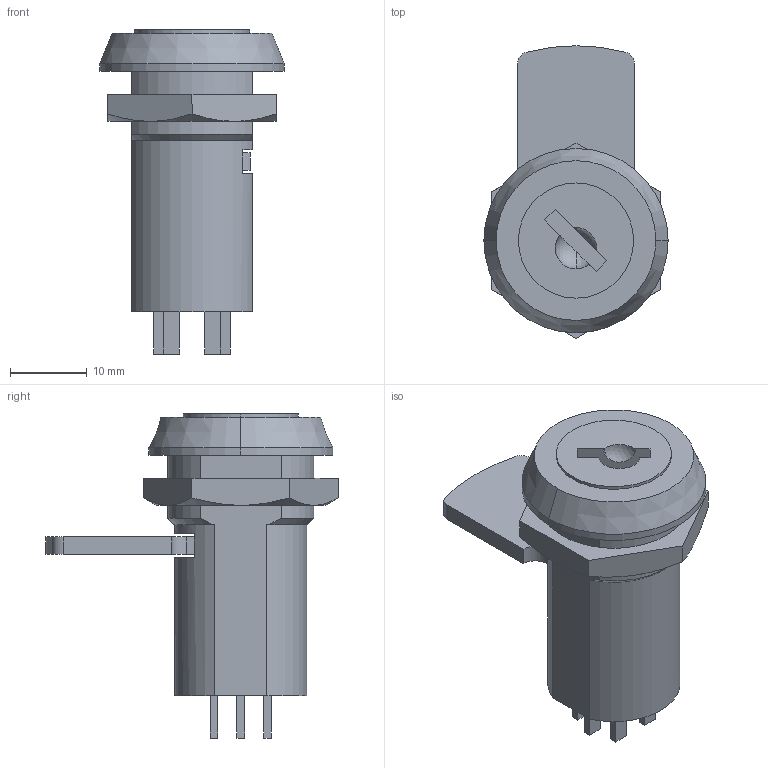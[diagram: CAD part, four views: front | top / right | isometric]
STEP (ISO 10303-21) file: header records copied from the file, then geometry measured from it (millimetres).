
FILE_DESCRIPTION (( 'STEP AP203' ), '1' );
FILE_NAME ('sone3D.STEP', '2014-09-09T00:51:17', ( '' ), ( '' ), 'SwSTEP 2.0', 'SolidWorks 2012', '' );
FILE_SCHEMA (( 'CONFIG_CONTROL_DESIGN' ));
Length unit declared in the file: millimetre
Products named in the file (3): S-27-90-E-2_; sone3D; 管用ナットM19×P1
Assembly tree (2 placements, depth 2):
  sone3D
    S-27-90-E-2_
    管用ナットM19×P1
Bounding box: 24 x 38.1 x 42.2 mm (x, y, z)
Volume: 10258.9 mm3; surface area: 5244 mm2
Topology: 2 solids, 2 shells, 92 faces, 229 edges, 149 vertices
Faces by surface type: plane 62, cylinder 15, cone 11, sphere 4
Entity records: 3053 total; most frequent: CARTESIAN_POINT 553, DIRECTION 458, ORIENTED_EDGE 450, EDGE_CURVE 225, VECTOR 154, LINE 154, AXIS2_PLACEMENT_3D 152, VERTEX_POINT 147
